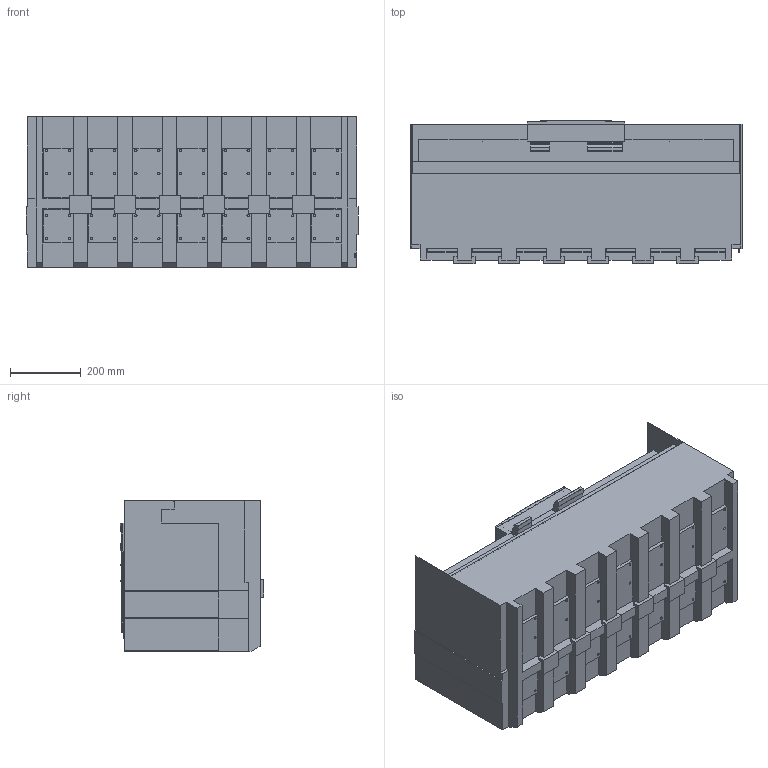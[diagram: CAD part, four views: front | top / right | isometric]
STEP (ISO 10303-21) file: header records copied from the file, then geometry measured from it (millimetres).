
FILE_DESCRIPTION(('CATIA V5 STEP Exchange'),'2;1');
FILE_NAME('1SDH001336R0289_E6.2_IV_W_AllCATPart.stp','2014-09-18T15:54:33+00:00',('none'),('none'),'CATIA Version 5 Release 20 SP 6 (IN-10)','CATIA V5 STEP AP214','none');
FILE_SCHEMA(('AUTOMOTIVE_DESIGN { 1 0 10303 214 1 1 1 1 }'));
Length unit declared in the file: millimetre
Products named in the file (1): E6.2_IV_W_AllCATPart
Bounding box: 937 x 404.57 x 425 mm (x, y, z)
Volume: 109549983.5 mm3; surface area: 4122254.9 mm2
Topology: 5 solids, 5 shells, 1329 faces, 3402 edges, 2035 vertices
Faces by surface type: plane 511, cylinder 480, cone 228, bspline 46, torus 43, extrusion 18, revolution 3
Entity records: 42553 total; most frequent: CARTESIAN_POINT 10179, ORIENTED_EDGE 6348, DIRECTION 4370, EDGE_CURVE 3174, VERTEX_POINT 2035, VECTOR 1984, LINE 1966, AXIS2_PLACEMENT_3D 1689
